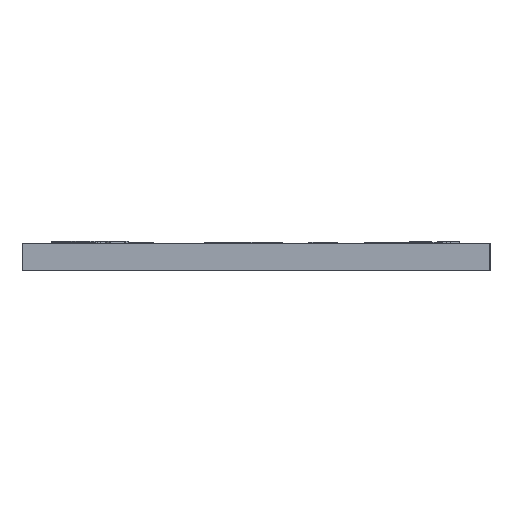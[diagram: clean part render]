
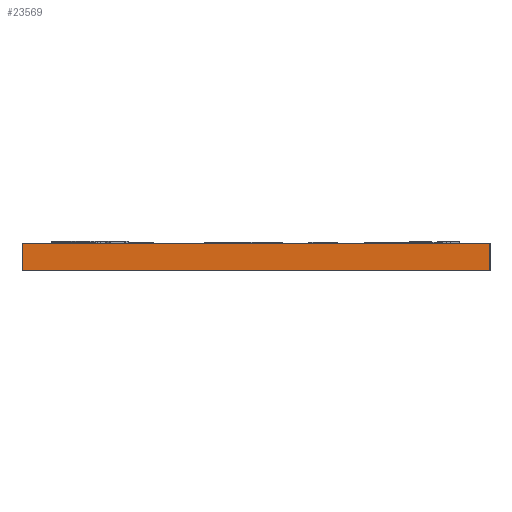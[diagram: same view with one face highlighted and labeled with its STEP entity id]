
A CAD part, left-side view. The second image highlights one B-rep face of the part: STEP entity #23569.
In plain terms, the highlighted planar face has unit normal (-1, 0, 0).
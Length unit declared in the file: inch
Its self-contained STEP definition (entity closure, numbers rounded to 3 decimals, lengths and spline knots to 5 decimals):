
#23530=CARTESIAN_POINT('',(0.0,0.0,0.0));
#23531=DIRECTION('',(-1.0,0.0,0.0));
#23532=DIRECTION('',(0.0,0.0,1.0));
#23533=AXIS2_PLACEMENT_3D('',#23530,#23531,#23532);
#23534=PLANE('',#23533);
#23535=CARTESIAN_POINT('',(0.0,0.0,0.00197));
#23536=VERTEX_POINT('',#23535);
#23537=CARTESIAN_POINT('',(0.,0.03327,0.00197));
#23538=VERTEX_POINT('',#23537);
#23539=CARTESIAN_POINT('',(0.,0.0,0.00197));
#23540=DIRECTION('',(0.0,1.0,0.0));
#23541=VECTOR('',#23540,0.03327);
#23542=LINE('',#23539,#23541);
#23543=EDGE_CURVE('',#23536,#23538,#23542,.T.);
#23544=ORIENTED_EDGE('',*,*,#23543,.T.);
#23545=CARTESIAN_POINT('',(0.,0.03327,0.0));
#23546=VERTEX_POINT('',#23545);
#23547=CARTESIAN_POINT('',(0.,0.03327,0.0));
#23548=DIRECTION('',(0.0,0.0,1.0));
#23549=VECTOR('',#23548,0.00197);
#23550=LINE('',#23547,#23549);
#23551=EDGE_CURVE('',#23546,#23538,#23550,.T.);
#23552=ORIENTED_EDGE('',*,*,#23551,.F.);
#23553=CARTESIAN_POINT('',(0.0,0.0,0.0));
#23554=VERTEX_POINT('',#23553);
#23555=CARTESIAN_POINT('',(0.,0.03327,0.0));
#23556=DIRECTION('',(0.0,-1.0,0.0));
#23557=VECTOR('',#23556,0.03327);
#23558=LINE('',#23555,#23557);
#23559=EDGE_CURVE('',#23546,#23554,#23558,.T.);
#23560=ORIENTED_EDGE('',*,*,#23559,.T.);
#23561=CARTESIAN_POINT('',(0.0,0.0,0.0));
#23562=DIRECTION('',(0.0,0.0,1.0));
#23563=VECTOR('',#23562,0.00197);
#23564=LINE('',#23561,#23563);
#23565=EDGE_CURVE('',#23554,#23536,#23564,.T.);
#23566=ORIENTED_EDGE('',*,*,#23565,.T.);
#23567=EDGE_LOOP('',(#23544,#23552,#23560,#23566));
#23568=FACE_OUTER_BOUND('',#23567,.T.);
#23569=ADVANCED_FACE('',(#23568),#23534,.T.);
